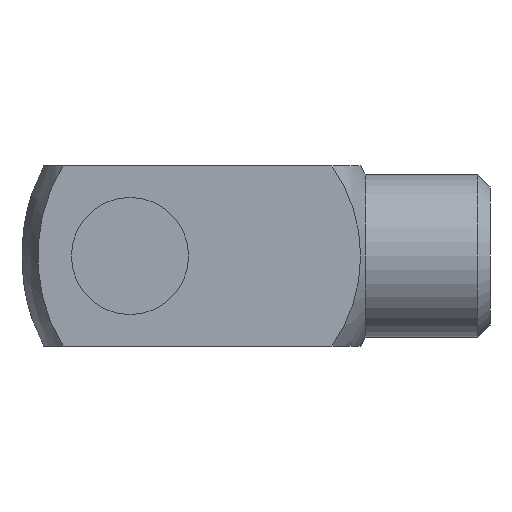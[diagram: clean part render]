
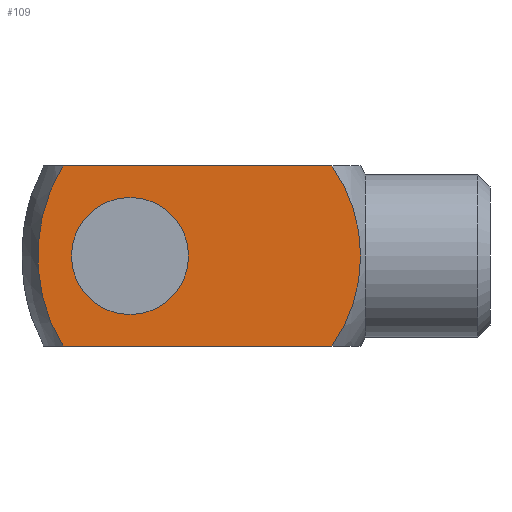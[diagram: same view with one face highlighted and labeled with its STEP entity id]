
A CAD part, front view. The second image highlights one B-rep face of the part: STEP entity #109.
In plain terms, the highlighted planar face has unit normal (0, -1, 0).
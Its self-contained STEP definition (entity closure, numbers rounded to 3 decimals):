
#109 = ADVANCED_FACE( '', ( #248, #249 ), #250, .T. );
#248 = FACE_BOUND( '', #459, .T. );
#249 = FACE_OUTER_BOUND( '', #460, .T. );
#250 = PLANE( '', #461 );
#459 = EDGE_LOOP( '', ( #746 ) );
#460 = EDGE_LOOP( '', ( #747, #748, #749, #750 ) );
#461 = AXIS2_PLACEMENT_3D( '', #751, #752, #753 );
#746 = ORIENTED_EDGE( '', *, *, #1103, .F. );
#747 = ORIENTED_EDGE( '', *, *, #1075, .F. );
#748 = ORIENTED_EDGE( '', *, *, #1104, .T. );
#749 = ORIENTED_EDGE( '', *, *, #1049, .F. );
#750 = ORIENTED_EDGE( '', *, *, #1105, .T. );
#751 = CARTESIAN_POINT( '', ( 40., -10., 30. ) );
#752 = DIRECTION( '', ( 0., -1., 0. ) );
#753 = DIRECTION( '', ( 0., 0., -1. ) );
#1049 = EDGE_CURVE( '', #1273, #1274, #1275, .T. );
#1075 = EDGE_CURVE( '', #1314, #1309, #1316, .F. );
#1103 = EDGE_CURVE( '', #1353, #1353, #1354, .T. );
#1104 = EDGE_CURVE( '', #1314, #1274, #1355, .T. );
#1105 = EDGE_CURVE( '', #1273, #1309, #1356, .T. );
#1273 = VERTEX_POINT( '', #1667 );
#1274 = VERTEX_POINT( '', #1668 );
#1275 = B_SPLINE_CURVE_WITH_KNOTS( '', 3, ( #1669, #1670, #1671, #1672, #1673, #1674, #1675, #1676, #1677, #1678, #1679, #1680, #1681, #1682, #1683, #1684, #1685, #1686 ), .UNSPECIFIED., .F., .F., ( 4, 2, 2, 2, 2, 2, 2, 2, 4 ), ( 0.103, 0.109, 0.11, 0.111, 0.114, 0.116, 0.119, 0.122, 0.124 ), .UNSPECIFIED. );
#1309 = VERTEX_POINT( '', #1753 );
#1314 = VERTEX_POINT( '', #1758 );
#1316 = CIRCLE( '', #1760, 17.321 );
#1353 = VERTEX_POINT( '', #1814 );
#1354 = CIRCLE( '', #1815, 6.5 );
#1355 = LINE( '', #1816, #1817 );
#1356 = LINE( '', #1818, #1819 );
#1667 = CARTESIAN_POINT( '', ( -7.433, -10., -10. ) );
#1668 = CARTESIAN_POINT( '', ( -7.433, -10., 10. ) );
#1669 = CARTESIAN_POINT( '', ( -7.433, -10., -10. ) );
#1670 = CARTESIAN_POINT( '', ( -8.364, -10., -8.503 ) );
#1671 = CARTESIAN_POINT( '', ( -9.062, -10., -6.903 ) );
#1672 = CARTESIAN_POINT( '', ( -9.654, -10., -4.78 ) );
#1673 = CARTESIAN_POINT( '', ( -9.758, -10., -4.35 ) );
#1674 = CARTESIAN_POINT( '', ( -9.935, -10., -3.488 ) );
#1675 = CARTESIAN_POINT( '', ( -10.009, -10., -3.055 ) );
#1676 = CARTESIAN_POINT( '', ( -10.185, -10., -1.751 ) );
#1677 = CARTESIAN_POINT( '', ( -10.244, -10., -0.874 ) );
#1678 = CARTESIAN_POINT( '', ( -10.243, -10., 0.894 ) );
#1679 = CARTESIAN_POINT( '', ( -10.183, -10., 1.769 ) );
#1680 = CARTESIAN_POINT( '', ( -9.947, -10., 3.504 ) );
#1681 = CARTESIAN_POINT( '', ( -9.771, -10., 4.364 ) );
#1682 = CARTESIAN_POINT( '', ( -9.295, -10., 6.066 ) );
#1683 = CARTESIAN_POINT( '', ( -9., -10., 6.891 ) );
#1684 = CARTESIAN_POINT( '', ( -8.3, -10., 8.486 ) );
#1685 = CARTESIAN_POINT( '', ( -7.895, -10., 9.257 ) );
#1686 = CARTESIAN_POINT( '', ( -7.433, -10., 10. ) );
#1753 = CARTESIAN_POINT( '', ( 22.442, -10., -10. ) );
#1758 = CARTESIAN_POINT( '', ( 22.442, -10., 10. ) );
#1760 = AXIS2_PLACEMENT_3D( '', #2019, #2020, #2021 );
#1814 = CARTESIAN_POINT( '', ( 0., -10., -6.5 ) );
#1815 = AXIS2_PLACEMENT_3D( '', #2048, #2049, #2050 );
#1816 = CARTESIAN_POINT( '', ( 40., -10., 10. ) );
#1817 = VECTOR( '', #2051, 1000. );
#1818 = CARTESIAN_POINT( '', ( 40., -10., -10. ) );
#1819 = VECTOR( '', #2052, 1000. );
#2019 = CARTESIAN_POINT( '', ( 8.3, -10., 0. ) );
#2020 = DIRECTION( '', ( 0., -1., 0. ) );
#2021 = DIRECTION( '', ( 0., 0., -1. ) );
#2048 = CARTESIAN_POINT( '', ( 0., -10., 0. ) );
#2049 = DIRECTION( '', ( 0., -1., 0. ) );
#2050 = DIRECTION( '', ( 0., 0., -1. ) );
#2051 = DIRECTION( '', ( -1., 0., 0. ) );
#2052 = DIRECTION( '', ( 1., 0., 0. ) );
